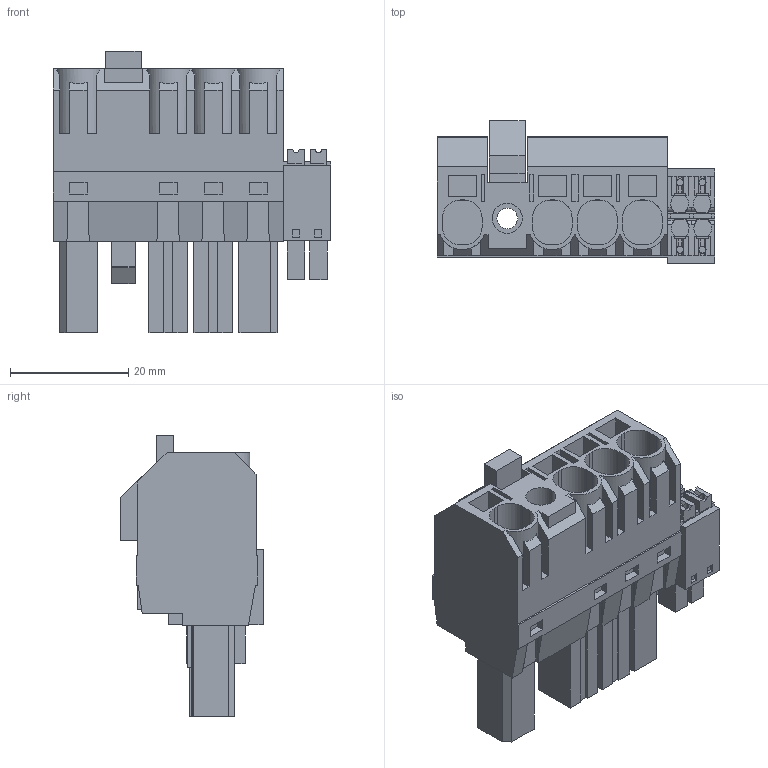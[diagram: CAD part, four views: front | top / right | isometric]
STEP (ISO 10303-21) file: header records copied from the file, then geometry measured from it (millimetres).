
FILE_DESCRIPTION(('CATIA V5 STEP Exchange','CAx-IF Rec.Pracs.--- Model Styling and Organization---1.4--- 2014-01-23'),'2;1');
FILE_NAME ('329571-3_0_2628320000_2628320000.stp','2023-09-07T12:53:41+00:00',('none'),('Weidmueller'),'CATIA Version 5-6 Release 2016 SP3 HF44','CATIA V5 STEP AP214','none');
FILE_SCHEMA(('AUTOMOTIVE_DESIGN { 1 0 10303 214 1 1 1 1 }'));
Length unit declared in the file: millimetre
Products named in the file (1): 2628320000
Bounding box: 47.03 x 24.13 x 47.7 mm (x, y, z)
Volume: 23011.2 mm3; surface area: 12061.5 mm2
Topology: 6 solids, 6 shells, 657 faces, 1843 edges, 1235 vertices
Faces by surface type: plane 597, cylinder 60
Entity records: 20052 total; most frequent: CARTESIAN_POINT 3969, ORIENTED_EDGE 3686, DIRECTION 2674, EDGE_CURVE 1843, VECTOR 1665, LINE 1665, VERTEX_POINT 1235, EDGE_LOOP 704
